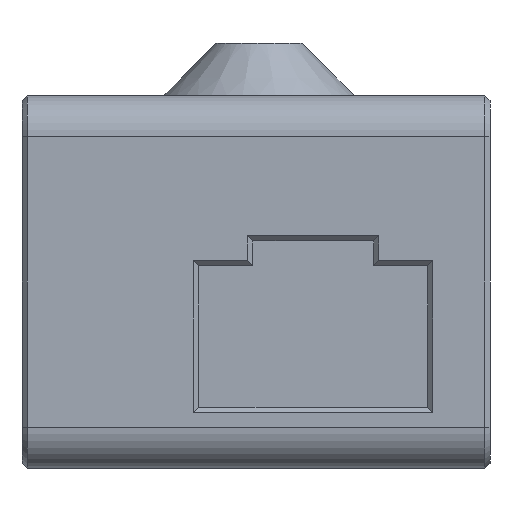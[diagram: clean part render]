
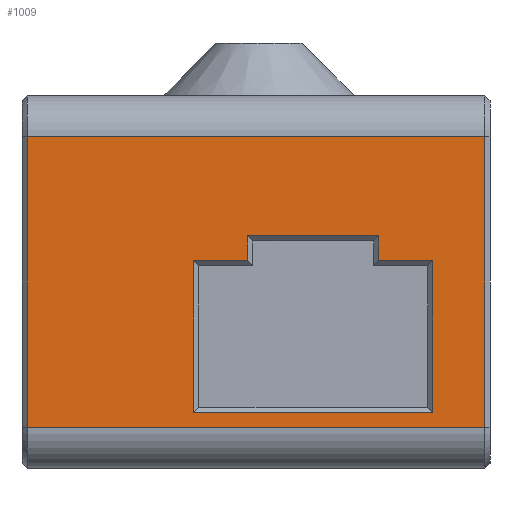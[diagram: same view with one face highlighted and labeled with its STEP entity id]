
A CAD part, front view. The second image highlights one B-rep face of the part: STEP entity #1009.
In plain terms, the highlighted planar face has unit normal (0, -1, 0).
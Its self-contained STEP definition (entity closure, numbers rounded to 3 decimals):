
#31=FACE_BOUND('',#162,.T.);
#51=PLANE('',#1093);
#95=FACE_OUTER_BOUND('',#161,.T.);
#161=EDGE_LOOP('',(#766,#767,#768,#769));
#162=EDGE_LOOP('',(#770,#771,#772,#773,#774,#775,#776,#777));
#215=LINE('',#1509,#323);
#219=LINE('',#1517,#327);
#224=LINE('',#1526,#332);
#225=LINE('',#1529,#333);
#228=LINE('',#1535,#336);
#231=LINE('',#1541,#339);
#235=LINE('',#1549,#343);
#238=LINE('',#1553,#346);
#248=LINE('',#1575,#356);
#249=LINE('',#1577,#357);
#250=LINE('',#1579,#358);
#251=LINE('',#1580,#359);
#323=VECTOR('',#1207,10.);
#327=VECTOR('',#1213,10.);
#332=VECTOR('',#1220,10.);
#333=VECTOR('',#1223,10.);
#336=VECTOR('',#1228,10.);
#339=VECTOR('',#1233,10.);
#343=VECTOR('',#1239,10.);
#346=VECTOR('',#1244,10.);
#356=VECTOR('',#1264,10.);
#357=VECTOR('',#1265,10.);
#358=VECTOR('',#1266,10.);
#359=VECTOR('',#1267,10.);
#471=VERTEX_POINT('',#1507);
#472=VERTEX_POINT('',#1508);
#475=VERTEX_POINT('',#1516);
#478=VERTEX_POINT('',#1524);
#479=VERTEX_POINT('',#1528);
#481=VERTEX_POINT('',#1534);
#483=VERTEX_POINT('',#1540);
#486=VERTEX_POINT('',#1548);
#492=VERTEX_POINT('',#1573);
#493=VERTEX_POINT('',#1574);
#494=VERTEX_POINT('',#1576);
#495=VERTEX_POINT('',#1578);
#563=EDGE_CURVE('',#471,#472,#215,.T.);
#567=EDGE_CURVE('',#472,#475,#219,.T.);
#572=EDGE_CURVE('',#478,#471,#224,.T.);
#573=EDGE_CURVE('',#475,#479,#225,.T.);
#576=EDGE_CURVE('',#479,#481,#228,.T.);
#579=EDGE_CURVE('',#481,#483,#231,.T.);
#583=EDGE_CURVE('',#483,#486,#235,.T.);
#586=EDGE_CURVE('',#486,#478,#238,.T.);
#596=EDGE_CURVE('',#492,#493,#248,.T.);
#597=EDGE_CURVE('',#494,#492,#249,.T.);
#598=EDGE_CURVE('',#495,#494,#250,.T.);
#599=EDGE_CURVE('',#493,#495,#251,.T.);
#766=ORIENTED_EDGE('',*,*,#596,.F.);
#767=ORIENTED_EDGE('',*,*,#597,.F.);
#768=ORIENTED_EDGE('',*,*,#598,.F.);
#769=ORIENTED_EDGE('',*,*,#599,.F.);
#770=ORIENTED_EDGE('',*,*,#563,.F.);
#771=ORIENTED_EDGE('',*,*,#572,.F.);
#772=ORIENTED_EDGE('',*,*,#586,.F.);
#773=ORIENTED_EDGE('',*,*,#583,.F.);
#774=ORIENTED_EDGE('',*,*,#579,.F.);
#775=ORIENTED_EDGE('',*,*,#576,.F.);
#776=ORIENTED_EDGE('',*,*,#573,.F.);
#777=ORIENTED_EDGE('',*,*,#567,.F.);
#1009=ADVANCED_FACE('',(#95,#31),#51,.T.);
#1093=AXIS2_PLACEMENT_3D('',#1572,#1262,#1263);
#1207=DIRECTION('',(1.,0.,0.));
#1213=DIRECTION('',(0.,0.,1.));
#1220=DIRECTION('',(0.,0.,-1.));
#1223=DIRECTION('',(-1.,0.,0.));
#1228=DIRECTION('',(0.,0.,1.));
#1233=DIRECTION('',(-1.,0.,0.));
#1239=DIRECTION('',(0.,0.,-1.));
#1244=DIRECTION('',(-1.,0.,0.));
#1262=DIRECTION('center_axis',(0.,-1.,0.));
#1263=DIRECTION('ref_axis',(0.,0.,-1.));
#1264=DIRECTION('',(0.,0.,1.));
#1265=DIRECTION('',(-1.,0.,0.));
#1266=DIRECTION('',(0.,0.,-1.));
#1267=DIRECTION('',(1.,0.,0.));
#1507=CARTESIAN_POINT('',(69.5,-74.,-0.9));
#1508=CARTESIAN_POINT('',(92.5,-74.,-0.9));
#1509=CARTESIAN_POINT('',(72.5,-74.,-0.9));
#1516=CARTESIAN_POINT('',(92.5,-74.,13.7));
#1517=CARTESIAN_POINT('',(92.5,-74.,21.4));
#1524=CARTESIAN_POINT('',(69.5,-74.,13.7));
#1526=CARTESIAN_POINT('',(69.5,-74.,14.6));
#1528=CARTESIAN_POINT('',(87.3,-74.,13.7));
#1529=CARTESIAN_POINT('',(69.9,-74.,13.7));
#1534=CARTESIAN_POINT('',(87.3,-74.,16.1));
#1535=CARTESIAN_POINT('',(87.3,-74.,22.6));
#1540=CARTESIAN_POINT('',(74.7,-74.,16.1));
#1541=CARTESIAN_POINT('',(64.1,-74.,16.1));
#1548=CARTESIAN_POINT('',(74.7,-74.,13.7));
#1549=CARTESIAN_POINT('',(74.7,-74.,21.4));
#1553=CARTESIAN_POINT('',(61.5,-74.,13.7));
#1572=CARTESIAN_POINT('Origin',(53.,-74.,29.6));
#1573=CARTESIAN_POINT('',(53.5,-74.,-2.3));
#1574=CARTESIAN_POINT('',(53.5,-74.,25.6));
#1575=CARTESIAN_POINT('',(53.5,-74.,20.625));
#1576=CARTESIAN_POINT('',(97.5,-74.,-2.3));
#1577=CARTESIAN_POINT('',(53.,-74.,-2.3));
#1578=CARTESIAN_POINT('',(97.5,-74.,25.6));
#1579=CARTESIAN_POINT('',(97.5,-74.,20.625));
#1580=CARTESIAN_POINT('',(53.,-74.,25.6));
